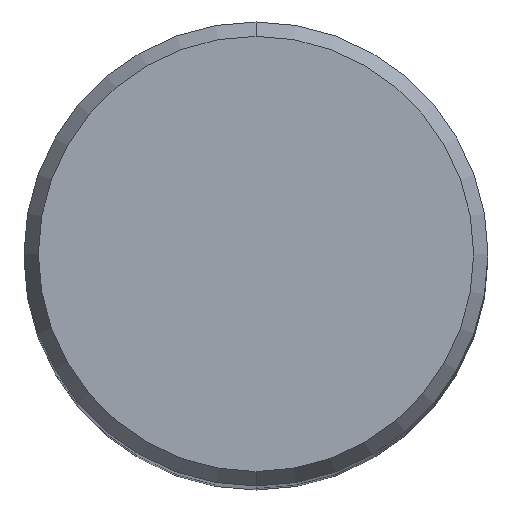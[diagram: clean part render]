
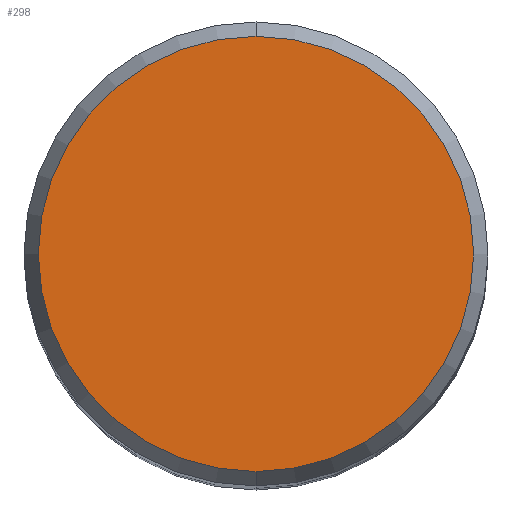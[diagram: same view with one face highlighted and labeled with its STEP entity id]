
A CAD part, top view. The second image highlights one B-rep face of the part: STEP entity #298.
In plain terms, the highlighted planar face has unit normal (0, 0, 1).
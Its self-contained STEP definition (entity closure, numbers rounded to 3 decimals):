
#214=VERTEX_POINT('',#550);
#298=ADVANCED_FACE('',(#644),#645,.T.);
#346=EDGE_CURVE('',#214,#470,#698,.T.);
#438=EDGE_CURVE('',#470,#214,#796,.T.);
#470=VERTEX_POINT('',#832);
#550=CARTESIAN_POINT('',(0.,-10.425,0.));
#644=FACE_OUTER_BOUND('',#1104,.T.);
#645=PLANE('',#1105);
#698=CIRCLE('',#1194,10.425);
#796=CIRCLE('',#1436,10.425);
#832=CARTESIAN_POINT('',(0.0,10.425,0.));
#1104=EDGE_LOOP('',(#1846,#1847));
#1105=AXIS2_PLACEMENT_3D('',#1848,#1849,#1850);
#1194=AXIS2_PLACEMENT_3D('',#1914,#1915,#1916);
#1436=AXIS2_PLACEMENT_3D('',#2006,#2007,#2008);
#1846=ORIENTED_EDGE('',*,*,#438,.F.);
#1847=ORIENTED_EDGE('',*,*,#346,.F.);
#1848=CARTESIAN_POINT('',(0.0,5.212,0.));
#1849=DIRECTION('',(-0.0,0.0,1.0));
#1850=DIRECTION('',(0.0,-1.0,0.0));
#1914=CARTESIAN_POINT('',(0.0,0.0,0.));
#1915=DIRECTION('',(0.0,0.0,-1.0));
#1916=DIRECTION('',(0.0,1.0,0.0));
#2006=CARTESIAN_POINT('',(0.0,0.0,0.));
#2007=DIRECTION('',(0.0,0.0,-1.0));
#2008=DIRECTION('',(0.0,1.0,0.0));
